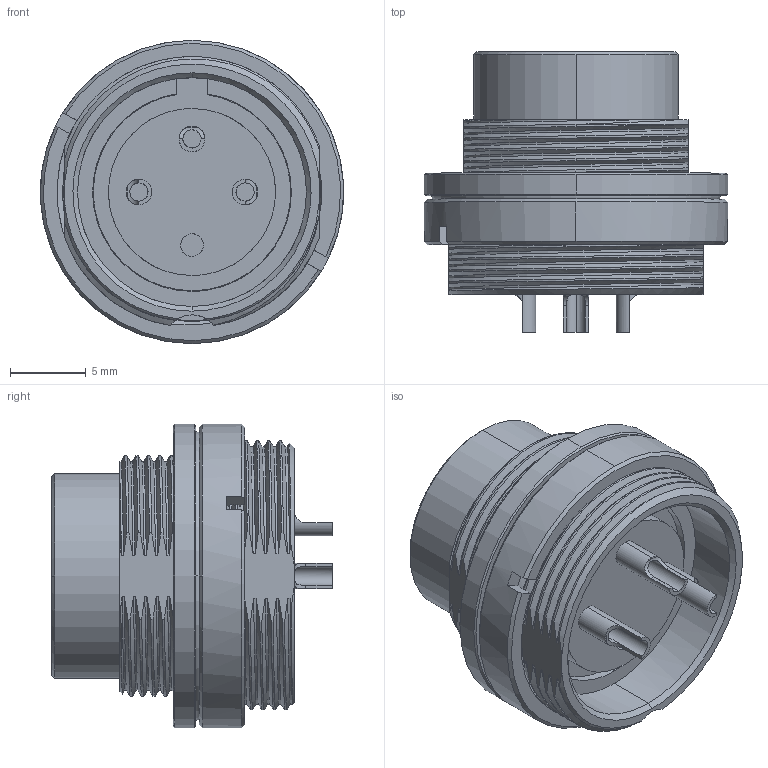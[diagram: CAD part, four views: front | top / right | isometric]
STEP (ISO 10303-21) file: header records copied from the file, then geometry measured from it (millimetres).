
FILE_DESCRIPTION (( 'STEP AP203' ), '1' );
FILE_NAME ('P301-3P.STEP', '2020-12-02T01:29:03', ( 'edpusr' ), ( 'Microsoft' ), 'SwSTEP 2.0', 'SolidWorks 2015', '' );
FILE_SCHEMA (( 'CONFIG_CONTROL_DESIGN' ));
Length unit declared in the file: millimetre
Products named in the file (1): P301-3P
Bounding box: 20 x 18.5 x 20 mm (x, y, z)
Volume: 2017.4 mm3; surface area: 3498.1 mm2
Topology: 2 solids, 2 shells, 302 faces, 830 edges, 538 vertices
Faces by surface type: bspline 119, cylinder 95, plane 55, cone 27, torus 6
Entity records: 42357 total; most frequent: CARTESIAN_POINT 36009, ORIENTED_EDGE 1644, DIRECTION 863, EDGE_CURVE 822, VERTEX_POINT 538, EDGE_LOOP 318, ADVANCED_FACE 302, FACE_OUTER_BOUND 302
